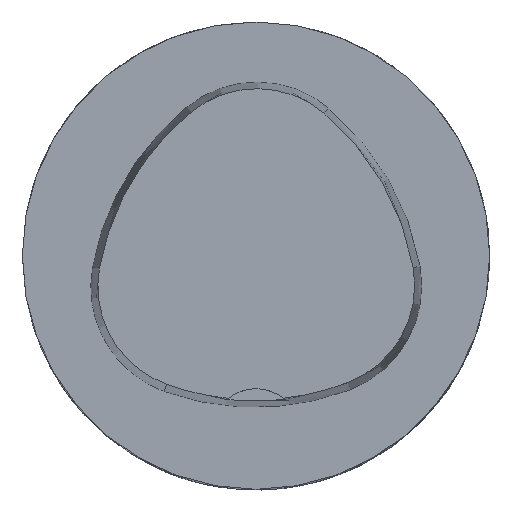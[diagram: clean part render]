
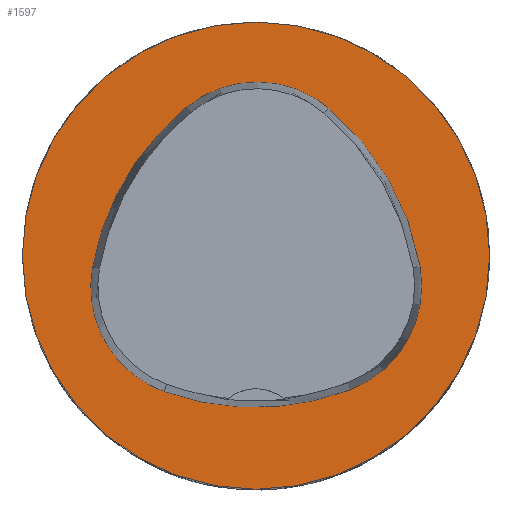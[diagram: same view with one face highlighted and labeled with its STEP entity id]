
A CAD part, top view. The second image highlights one B-rep face of the part: STEP entity #1597.
In plain terms, the highlighted planar face has unit normal (0, 0, 1).
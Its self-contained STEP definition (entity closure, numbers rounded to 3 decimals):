
#1490=FACE_BOUND('',#2533,.T.);
#1491=FACE_BOUND('',#2534,.T.);
#1597=ADVANCED_FACE('',(#1490,#1491),#1935,.T.);
#1935=PLANE('',#6432);
#2533=EDGE_LOOP('',(#2963,#2964,#2965,#2966,#2967,#2968));
#2534=EDGE_LOOP('',(#2969));
#2963=ORIENTED_EDGE('',*,*,#5344,.T.);
#2964=ORIENTED_EDGE('',*,*,#5342,.T.);
#2965=ORIENTED_EDGE('',*,*,#5340,.T.);
#2966=ORIENTED_EDGE('',*,*,#5338,.T.);
#2967=ORIENTED_EDGE('',*,*,#5336,.T.);
#2968=ORIENTED_EDGE('',*,*,#5334,.T.);
#2969=ORIENTED_EDGE('',*,*,#5345,.F.);
#4723=VERTEX_POINT('',#8627);
#4724=VERTEX_POINT('',#8629);
#4725=VERTEX_POINT('',#8633);
#4726=VERTEX_POINT('',#8637);
#4727=VERTEX_POINT('',#8641);
#4728=VERTEX_POINT('',#8645);
#4729=VERTEX_POINT('',#8651);
#5334=EDGE_CURVE('',#4724,#4723,#6229,.T.);
#5336=EDGE_CURVE('',#4725,#4724,#6230,.T.);
#5338=EDGE_CURVE('',#4726,#4725,#6231,.T.);
#5340=EDGE_CURVE('',#4727,#4726,#6232,.T.);
#5342=EDGE_CURVE('',#4728,#4727,#6233,.T.);
#5344=EDGE_CURVE('',#4723,#4728,#6234,.T.);
#5345=EDGE_CURVE('',#4729,#4729,#6235,.T.);
#6229=CIRCLE('',#6419,36.);
#6230=CIRCLE('',#6421,15.);
#6231=CIRCLE('',#6423,36.);
#6232=CIRCLE('',#6425,15.);
#6233=CIRCLE('',#6427,36.);
#6234=CIRCLE('',#6429,15.);
#6235=CIRCLE('',#6431,31.5);
#6419=AXIS2_PLACEMENT_3D('',#8628,#6960,#6961);
#6421=AXIS2_PLACEMENT_3D('',#8632,#6965,#6966);
#6423=AXIS2_PLACEMENT_3D('',#8636,#6970,#6971);
#6425=AXIS2_PLACEMENT_3D('',#8640,#6975,#6976);
#6427=AXIS2_PLACEMENT_3D('',#8644,#6980,#6981);
#6429=AXIS2_PLACEMENT_3D('',#8648,#6985,#6986);
#6431=AXIS2_PLACEMENT_3D('',#8650,#6989,#6990);
#6432=AXIS2_PLACEMENT_3D('',#8652,#6991,#6992);
#6960=DIRECTION('',(0.,0.,-1.));
#6961=DIRECTION('',(-1.,0.,0.));
#6965=DIRECTION('',(0.,0.,-1.));
#6966=DIRECTION('',(-1.,0.,0.));
#6970=DIRECTION('',(0.,0.,-1.));
#6971=DIRECTION('',(-1.,0.,0.));
#6975=DIRECTION('',(0.,0.,-1.));
#6976=DIRECTION('',(-1.,0.,0.));
#6980=DIRECTION('',(0.,0.,-1.));
#6981=DIRECTION('',(-1.,0.,0.));
#6985=DIRECTION('',(0.,0.,-1.));
#6986=DIRECTION('',(-1.,0.,0.));
#6989=DIRECTION('',(0.,0.,-1.));
#6990=DIRECTION('',(1.,0.,0.));
#6991=DIRECTION('',(0.,0.,1.));
#6992=DIRECTION('',(1.,0.,0.));
#8627=CARTESIAN_POINT('',(-12.373,-18.307,0.));
#8628=CARTESIAN_POINT('',(-0.137,15.55,0.));
#8629=CARTESIAN_POINT('',(12.693,-18.087,0.));
#8632=CARTESIAN_POINT('',(7.347,-4.071,0.));
#8633=CARTESIAN_POINT('',(22.122,-1.48,0.));
#8636=CARTESIAN_POINT('',(-13.337,-7.7,0.));
#8637=CARTESIAN_POINT('',(9.779,19.898,0.));
#8640=CARTESIAN_POINT('',(0.148,8.399,0.));
#8641=CARTESIAN_POINT('',(-9.317,20.036,0.));
#8644=CARTESIAN_POINT('',(13.398,-7.893,0.));
#8645=CARTESIAN_POINT('',(-22.041,-1.562,0.));
#8648=CARTESIAN_POINT('',(-7.275,-4.2,0.));
#8650=CARTESIAN_POINT('',(0.,0.,0.));
#8651=CARTESIAN_POINT('',(31.5,0.,0.));
#8652=CARTESIAN_POINT('',(0.,0.,0.));
